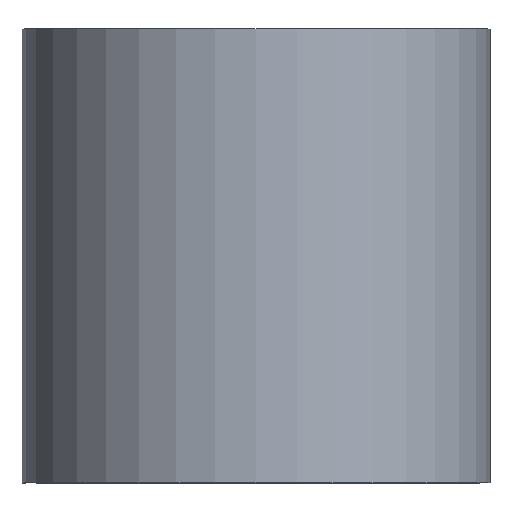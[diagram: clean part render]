
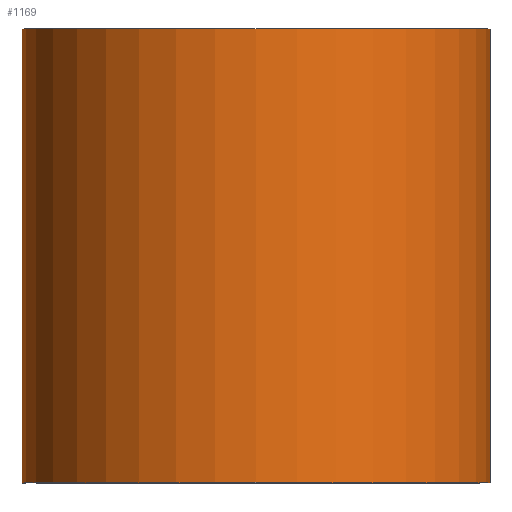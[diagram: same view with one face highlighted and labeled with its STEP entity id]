
A CAD part, top view. The second image highlights one B-rep face of the part: STEP entity #1169.
In plain terms, the highlighted cylindrical face has radius 12.89 mm (diameter 25.78 mm), a partial arc.
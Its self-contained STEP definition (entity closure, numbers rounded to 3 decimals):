
#62 = EDGE_CURVE ( 'NONE', #488, #1147, #97, .T. ) ;
#97 = CIRCLE ( 'NONE', #624, 12.89 ) ;
#110 = DIRECTION ( 'NONE',  ( 1., 0., 0. ) ) ;
#187 = DIRECTION ( 'NONE',  ( 0., 0., -1. ) ) ;
#213 = ORIENTED_EDGE ( 'NONE', *, *, #1257, .T. ) ;
#320 = EDGE_CURVE ( 'NONE', #845, #488, #1119, .T. ) ;
#371 = EDGE_LOOP ( 'NONE', ( #1840, #1553, #792, #213 ) ) ;
#391 = CARTESIAN_POINT ( 'NONE',  ( -13., 25., 0. ) ) ;
#488 = VERTEX_POINT ( 'NONE', #1166 ) ;
#555 = DIRECTION ( 'NONE',  ( 1., 0., 0. ) ) ;
#566 = CARTESIAN_POINT ( 'NONE',  ( -13., 25., 0. ) ) ;
#573 = DIRECTION ( 'NONE',  ( 0., -1., 0. ) ) ;
#585 = DIRECTION ( 'NONE',  ( 0., -1., 0. ) ) ;
#624 = AXIS2_PLACEMENT_3D ( 'NONE', #1390, #573, #555 ) ;
#792 = ORIENTED_EDGE ( 'NONE', *, *, #914, .T. ) ;
#793 = CARTESIAN_POINT ( 'NONE',  ( 12.78, 25., 0. ) ) ;
#845 = VERTEX_POINT ( 'NONE', #1504 ) ;
#914 = EDGE_CURVE ( 'NONE', #845, #1998, #961, .T. ) ;
#961 = CIRCLE ( 'NONE', #1363, 12.89 ) ;
#1096 = DIRECTION ( 'NONE',  ( 0., -1., 0. ) ) ;
#1119 = LINE ( 'NONE', #793, #2145 ) ;
#1147 = VERTEX_POINT ( 'NONE', #1157 ) ;
#1157 = CARTESIAN_POINT ( 'NONE',  ( -13., 0., 0. ) ) ;
#1166 = CARTESIAN_POINT ( 'NONE',  ( 12.78, 0., 0. ) ) ;
#1169 = ADVANCED_FACE ( 'NONE', ( #1195 ), #1523, .T. ) ;
#1195 = FACE_OUTER_BOUND ( 'NONE', #371, .T. ) ;
#1257 = EDGE_CURVE ( 'NONE', #1998, #1147, #1902, .T. ) ;
#1363 = AXIS2_PLACEMENT_3D ( 'NONE', #1493, #585, #110 ) ;
#1390 = CARTESIAN_POINT ( 'NONE',  ( -0.11, 0., 0. ) ) ;
#1493 = CARTESIAN_POINT ( 'NONE',  ( -0.11, 25., 0. ) ) ;
#1504 = CARTESIAN_POINT ( 'NONE',  ( 12.78, 25., 0. ) ) ;
#1523 = CYLINDRICAL_SURFACE ( 'NONE', #1659, 12.89 ) ;
#1553 = ORIENTED_EDGE ( 'NONE', *, *, #320, .F. ) ;
#1659 = AXIS2_PLACEMENT_3D ( 'NONE', #1711, #1865, #187 ) ;
#1711 = CARTESIAN_POINT ( 'NONE',  ( -0.11, 25., 0. ) ) ;
#1840 = ORIENTED_EDGE ( 'NONE', *, *, #62, .F. ) ;
#1865 = DIRECTION ( 'NONE',  ( 0., -1., 0. ) ) ;
#1902 = LINE ( 'NONE', #566, #2019 ) ;
#1932 = DIRECTION ( 'NONE',  ( 0., -1., 0. ) ) ;
#1998 = VERTEX_POINT ( 'NONE', #391 ) ;
#2019 = VECTOR ( 'NONE', #1932, 1000. ) ;
#2145 = VECTOR ( 'NONE', #1096, 1000. ) ;
